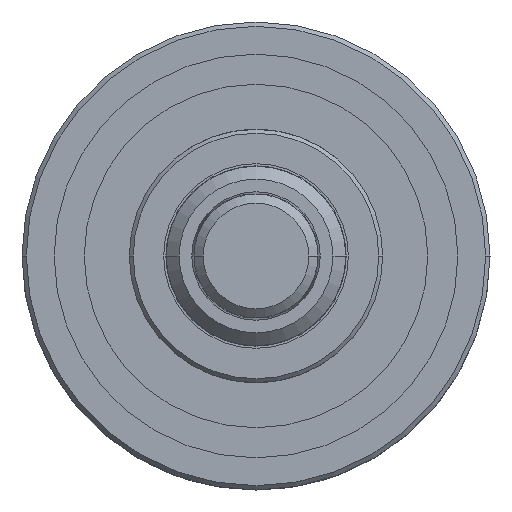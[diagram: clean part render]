
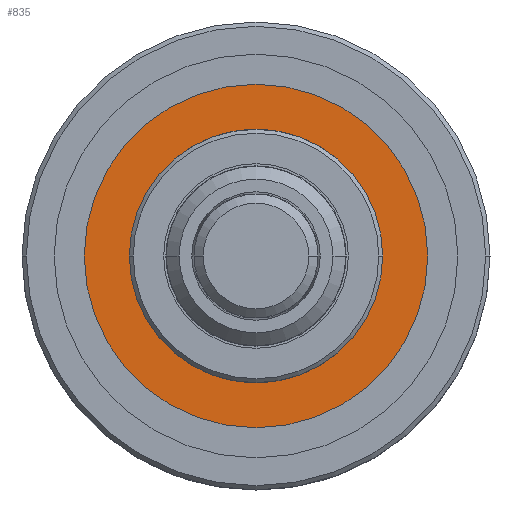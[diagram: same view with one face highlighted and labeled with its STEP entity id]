
A CAD part, left-side view. The second image highlights one B-rep face of the part: STEP entity #835.
In plain terms, the highlighted planar face has unit normal (-1, 0, 0).
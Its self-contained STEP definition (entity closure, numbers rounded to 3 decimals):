
#108=FACE_BOUND('',#306,.F.);
#135=PLANE('',#1720);
#204=FACE_OUTER_BOUND('',#307,.F.);
#306=EDGE_LOOP('',(#607,#608));
#307=EDGE_LOOP('',(#609,#610));
#607=ORIENTED_EDGE('',*,*,#1278,.T.);
#608=ORIENTED_EDGE('',*,*,#1277,.T.);
#609=ORIENTED_EDGE('',*,*,#1329,.F.);
#610=ORIENTED_EDGE('',*,*,#1328,.F.);
#835=ADVANCED_FACE('',(#108,#204),#135,.T.);
#952=CIRCLE('',#1637,14.75);
#953=CIRCLE('',#1638,14.75);
#987=CIRCLE('',#1672,20.);
#988=CIRCLE('',#1673,20.);
#1277=EDGE_CURVE('',#1475,#1474,#952,.T.);
#1278=EDGE_CURVE('',#1474,#1475,#953,.T.);
#1328=EDGE_CURVE('',#1430,#1429,#987,.T.);
#1329=EDGE_CURVE('',#1429,#1430,#988,.T.);
#1429=VERTEX_POINT('',#2315);
#1430=VERTEX_POINT('',#2316);
#1474=VERTEX_POINT('',#2360);
#1475=VERTEX_POINT('',#2361);
#1637=AXIS2_PLACEMENT_3D('',#2734,#1911,#1912);
#1638=AXIS2_PLACEMENT_3D('',#2735,#1913,#1914);
#1672=AXIS2_PLACEMENT_3D('',#2878,#1992,#1993);
#1673=AXIS2_PLACEMENT_3D('',#2879,#1994,#1995);
#1720=AXIS2_PLACEMENT_3D('',#2985,#2147,#2148);
#1911=DIRECTION('',(-1.,0.,0.));
#1912=DIRECTION('',(0.,1.,0.));
#1913=DIRECTION('',(-1.,0.,0.));
#1914=DIRECTION('',(0.,-1.,0.));
#1992=DIRECTION('',(-1.,0.,0.));
#1993=DIRECTION('',(0.,1.,0.));
#1994=DIRECTION('',(-1.,0.,0.));
#1995=DIRECTION('',(0.,-1.,0.));
#2147=DIRECTION('',(-1.,0.,0.));
#2148=DIRECTION('',(0.,0.,1.));
#2315=CARTESIAN_POINT('',(33.3,-20.,0.));
#2316=CARTESIAN_POINT('',(33.3,20.,0.));
#2360=CARTESIAN_POINT('',(33.3,-14.75,0.));
#2361=CARTESIAN_POINT('',(33.3,14.75,0.));
#2734=CARTESIAN_POINT('',(33.3,0.,0.));
#2735=CARTESIAN_POINT('',(33.3,0.,0.));
#2878=CARTESIAN_POINT('',(33.3,0.,0.));
#2879=CARTESIAN_POINT('',(33.3,0.,0.));
#2985=CARTESIAN_POINT('',(33.3,-22.,-21.961));
